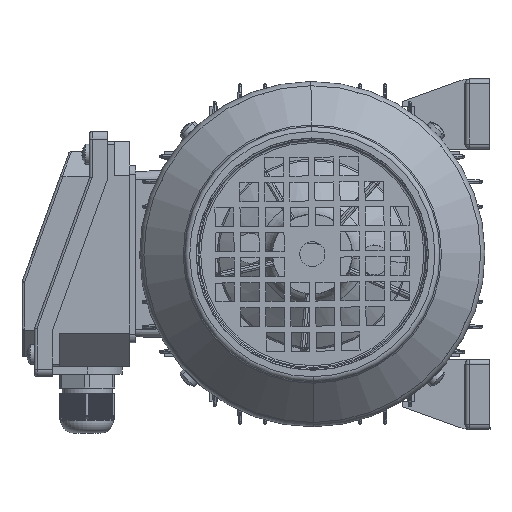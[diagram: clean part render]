
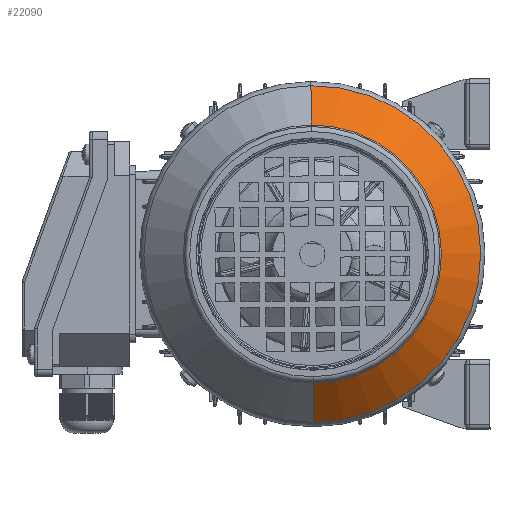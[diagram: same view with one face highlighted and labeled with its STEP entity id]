
A CAD part, left-side view. The second image highlights one B-rep face of the part: STEP entity #22090.
In plain terms, the highlighted conical face has half-angle 45 degrees and reference radius 51.586 mm.
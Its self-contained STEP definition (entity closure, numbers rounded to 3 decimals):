
#19108 = EDGE_CURVE ( 'NONE', #19130, #19109, #103263, .T. ) ;
#19109 = VERTEX_POINT ( 'NONE', #103256 ) ;
#19112 = VERTEX_POINT ( 'NONE', #103388 ) ;
#19114 = EDGE_CURVE ( 'NONE', #19132, #19112, #103381, .T. ) ;
#19128 = EDGE_CURVE ( 'NONE', #19130, #19132, #103346, .T. ) ;
#19130 = VERTEX_POINT ( 'NONE', #103325 ) ;
#19132 = VERTEX_POINT ( 'NONE', #103323 ) ;
#22084 = EDGE_CURVE ( 'NONE', #19109, #19112, #108876, .T. ) ;
#22090 = ADVANCED_FACE ( 'NONE', ( #108932 ), #108931, .T. ) ;
#22091 = EDGE_LOOP ( 'NONE', ( #22093, #22096, #22101, #22186 ) ) ;
#22093 = ORIENTED_EDGE ( 'NONE', *, *, #19108, .F. ) ;
#22096 = ORIENTED_EDGE ( 'NONE', *, *, #19128, .T. ) ;
#22101 = ORIENTED_EDGE ( 'NONE', *, *, #19114, .T. ) ;
#22186 = ORIENTED_EDGE ( 'NONE', *, *, #22084, .F. ) ;
#103256 = CARTESIAN_POINT ( 'NONE',  ( 53.713, 0., -67.287 ) ) ;
#103258 = DIRECTION ( 'NONE',  ( -0.707, 0., -0.707 ) ) ;
#103259 = VECTOR ( 'NONE', #103258, 1000. ) ;
#103261 = CARTESIAN_POINT ( 'NONE',  ( 69.414, 0., -51.586 ) ) ;
#103263 = LINE ( 'NONE', #103261, #103259 ) ;
#103323 = CARTESIAN_POINT ( 'NONE',  ( 69.414, 0., 51.586 ) ) ;
#103325 = CARTESIAN_POINT ( 'NONE',  ( 69.414, 0., -51.586 ) ) ;
#103327 = DIRECTION ( 'NONE',  ( 0., 0., 1. ) ) ;
#103328 = DIRECTION ( 'NONE',  ( -1., 0., 0. ) ) ;
#103330 = CARTESIAN_POINT ( 'NONE',  ( 69.414, 0., 0. ) ) ;
#103331 = AXIS2_PLACEMENT_3D ( 'NONE', #103330, #103328, #103327 ) ;
#103346 = CIRCLE ( 'NONE', #103331, 51.586 ) ;
#103377 = DIRECTION ( 'NONE',  ( -0.707, 0., 0.707 ) ) ;
#103378 = VECTOR ( 'NONE', #103377, 1000. ) ;
#103380 = CARTESIAN_POINT ( 'NONE',  ( 69.414, 0., 51.586 ) ) ;
#103381 = LINE ( 'NONE', #103380, #103378 ) ;
#103388 = CARTESIAN_POINT ( 'NONE',  ( 53.713, 0., 67.287 ) ) ;
#108876 = CIRCLE ( 'NONE', #108936, 67.287 ) ;
#108926 = DIRECTION ( 'NONE',  ( 0., 0., 1. ) ) ;
#108927 = DIRECTION ( 'NONE',  ( -1., 0., 0. ) ) ;
#108928 = CARTESIAN_POINT ( 'NONE',  ( 69.414, 0., 0. ) ) ;
#108929 = AXIS2_PLACEMENT_3D ( 'NONE', #108928, #108927, #108926 ) ;
#108931 = CONICAL_SURFACE ( 'NONE', #108929, 51.586, 0.785 ) ;
#108932 = FACE_OUTER_BOUND ( 'NONE', #22091, .T. ) ;
#108933 = DIRECTION ( 'NONE',  ( 0., 0., 1. ) ) ;
#108934 = DIRECTION ( 'NONE',  ( -1., 0., 0. ) ) ;
#108935 = CARTESIAN_POINT ( 'NONE',  ( 53.713, 0., 0. ) ) ;
#108936 = AXIS2_PLACEMENT_3D ( 'NONE', #108935, #108934, #108933 ) ;
